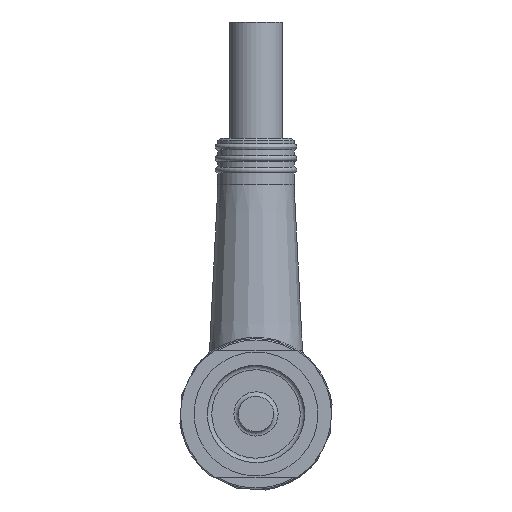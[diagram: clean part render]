
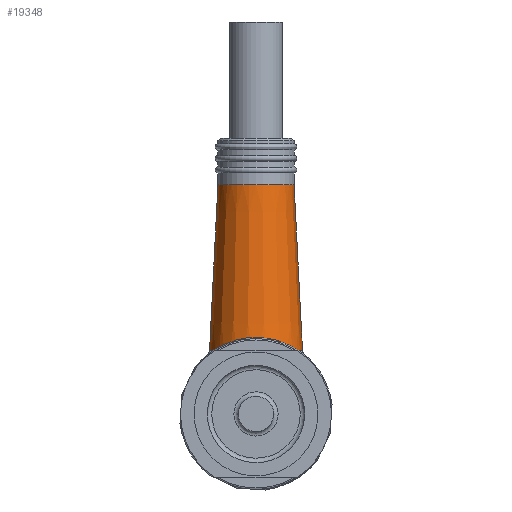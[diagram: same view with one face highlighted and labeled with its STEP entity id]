
A CAD part, left-side view. The second image highlights one B-rep face of the part: STEP entity #19348.
In plain terms, the highlighted conical face has half-angle 2.895 degrees and reference radius 3.64 mm.
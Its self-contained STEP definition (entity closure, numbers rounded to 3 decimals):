
#72=CONICAL_SURFACE('',#20690,3.64,2.895);
#254=CIRCLE('',#20257,4.);
#274=CIRCLE('',#20670,4.);
#283=CIRCLE('',#20689,3.279);
#464=FACE_BOUND('',#3579,.T.);
#2382=FACE_OUTER_BOUND('',#3578,.T.);
#3578=EDGE_LOOP('',(#17592,#17593,#17594,#17595));
#3579=EDGE_LOOP('',(#17596));
#7885=B_SPLINE_CURVE_WITH_KNOTS('',3,(#33126,#33127,#33128,#33129,#33130,
#33131,#33132,#33133,#33134,#33135,#33136),.UNSPECIFIED.,.F.,.F.,(4,2,3,
2,4),(0.72,0.766,0.845,0.924,
0.97),.UNSPECIFIED.);
#7886=B_SPLINE_CURVE_WITH_KNOTS('',3,(#33146,#33147,#33148,#33149,#33150,
#33151),.UNSPECIFIED.,.F.,.F.,(4,2,4),(0.301,0.434,
0.567),.UNSPECIFIED.);
#8908=VERTEX_POINT('',#33124);
#8909=VERTEX_POINT('',#33125);
#8910=VERTEX_POINT('',#33144);
#8911=VERTEX_POINT('',#33145);
#9669=VERTEX_POINT('',#35467);
#11164=EDGE_CURVE('',#8908,#8909,#7885,.T.);
#11170=EDGE_CURVE('',#8910,#8911,#7886,.T.);
#11184=EDGE_CURVE('',#8908,#8911,#254,.T.);
#12311=EDGE_CURVE('',#8910,#8909,#274,.T.);
#12321=EDGE_CURVE('',#9669,#9669,#283,.T.);
#17592=ORIENTED_EDGE('',*,*,#11170,.T.);
#17593=ORIENTED_EDGE('',*,*,#11184,.F.);
#17594=ORIENTED_EDGE('',*,*,#11164,.T.);
#17595=ORIENTED_EDGE('',*,*,#12311,.F.);
#17596=ORIENTED_EDGE('',*,*,#12321,.T.);
#19348=ADVANCED_FACE('',(#2382,#464),#72,.T.);
#20257=AXIS2_PLACEMENT_3D('',#33174,#23207,#23208);
#20670=AXIS2_PLACEMENT_3D('',#35439,#25140,#25141);
#20689=AXIS2_PLACEMENT_3D('',#35468,#25179,#25180);
#20690=AXIS2_PLACEMENT_3D('',#35469,#25181,#25182);
#23207=DIRECTION('center_axis',(1.,0.,0.));
#23208=DIRECTION('ref_axis',(0.,0.,1.));
#25140=DIRECTION('center_axis',(1.,0.,0.));
#25141=DIRECTION('ref_axis',(0.,0.,1.));
#25179=DIRECTION('center_axis',(1.,0.,0.));
#25180=DIRECTION('ref_axis',(0.,0.,1.));
#25181=DIRECTION('center_axis',(1.,0.,0.));
#25182=DIRECTION('ref_axis',(0.,0.,1.));
#33124=CARTESIAN_POINT('',(-26.437,15.244,-3.788));
#33125=CARTESIAN_POINT('',(-26.437,12.672,-3.788));
#33126=CARTESIAN_POINT('Ctrl Pts',(-26.437,15.244,-3.788));
#33127=CARTESIAN_POINT('Ctrl Pts',(-26.437,15.093,-3.839));
#33128=CARTESIAN_POINT('Ctrl Pts',(-26.424,14.935,-3.883));
#33129=CARTESIAN_POINT('Ctrl Pts',(-26.38,14.5,-3.976));
#33130=CARTESIAN_POINT('Ctrl Pts',(-26.344,14.22,-4.005));
#33131=CARTESIAN_POINT('Ctrl Pts',(-26.344,13.958,-4.005));
#33132=CARTESIAN_POINT('Ctrl Pts',(-26.344,13.696,-4.005));
#33133=CARTESIAN_POINT('Ctrl Pts',(-26.38,13.415,-3.976));
#33134=CARTESIAN_POINT('Ctrl Pts',(-26.424,12.981,-3.883));
#33135=CARTESIAN_POINT('Ctrl Pts',(-26.437,12.823,-3.839));
#33136=CARTESIAN_POINT('Ctrl Pts',(-26.437,12.672,-3.788));
#33144=CARTESIAN_POINT('',(-26.437,12.596,3.761));
#33145=CARTESIAN_POINT('',(-26.437,15.319,3.761));
#33146=CARTESIAN_POINT('Ctrl Pts',(-26.437,12.596,3.761));
#33147=CARTESIAN_POINT('Ctrl Pts',(-26.437,13.025,3.916));
#33148=CARTESIAN_POINT('Ctrl Pts',(-26.31,13.515,4.006));
#33149=CARTESIAN_POINT('Ctrl Pts',(-26.31,14.401,4.006));
#33150=CARTESIAN_POINT('Ctrl Pts',(-26.437,14.89,3.916));
#33151=CARTESIAN_POINT('Ctrl Pts',(-26.437,15.319,3.761));
#33174=CARTESIAN_POINT('Origin',(-26.437,13.958,0.));
#35439=CARTESIAN_POINT('Origin',(-26.437,13.958,0.));
#35467=CARTESIAN_POINT('',(-40.687,13.958,3.279));
#35468=CARTESIAN_POINT('Origin',(-40.687,13.958,0.));
#35469=CARTESIAN_POINT('Origin',(-33.562,13.958,0.));
